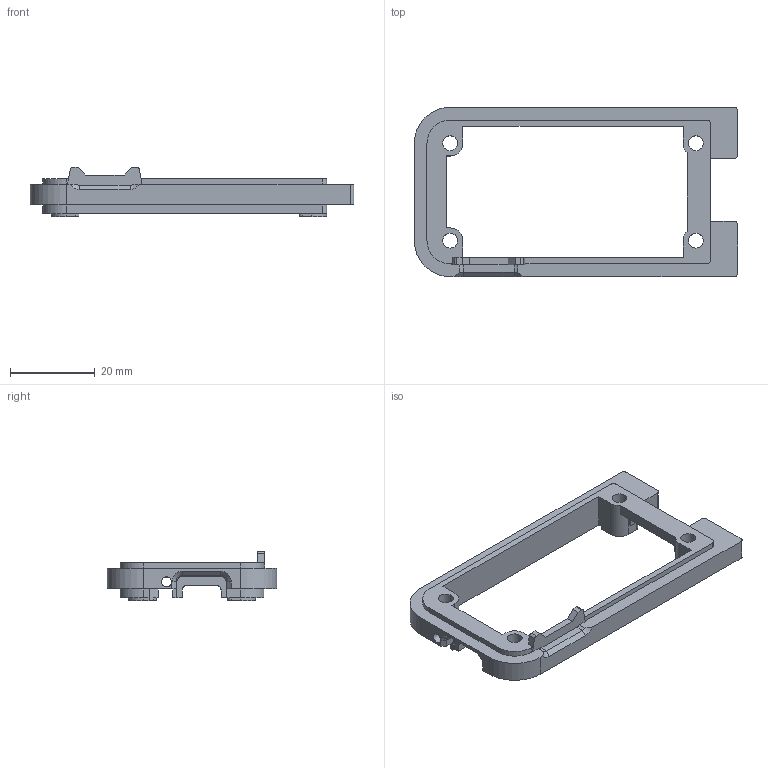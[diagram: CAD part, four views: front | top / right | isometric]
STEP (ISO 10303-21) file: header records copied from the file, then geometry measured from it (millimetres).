
FILE_DESCRIPTION(/* description */ (''),/* implementation_level */ '2;1');
FILE_NAME(/* name */ 'Body_FDM.stp',/* time_stamp */ '2023-08-21T17:17:43+02:00',/* author */ (''),/* organization */ (''),/* preprocessor_version */ 'ST-DEVELOPER v15',/* originating_system */ 'SIEMENS PLM Software NX 8.5',/* authorisation */ '');
FILE_SCHEMA (('AUTOMOTIVE_DESIGN { 1 0 10303 214 3 1 1 1 }'));
Length unit declared in the file: millimetre
Products named in the file (1): Body
Bounding box: 76.4 x 40 x 11.7 mm (x, y, z)
Volume: 6735.1 mm3; surface area: 6049.7 mm2
Topology: 1 solids, 1 shells, 149 faces, 430 edges, 281 vertices
Faces by surface type: plane 92, cylinder 51, cone 4, torus 2
Full cylindrical faces by diameter (mm): 2.4 x1, 3.5 x4
Entity records: 4910 total; most frequent: CARTESIAN_POINT 862, ORIENTED_EDGE 850, DIRECTION 832, EDGE_CURVE 425, LINE 314, VECTOR 314, VERTEX_POINT 281, AXIS2_PLACEMENT_3D 259
